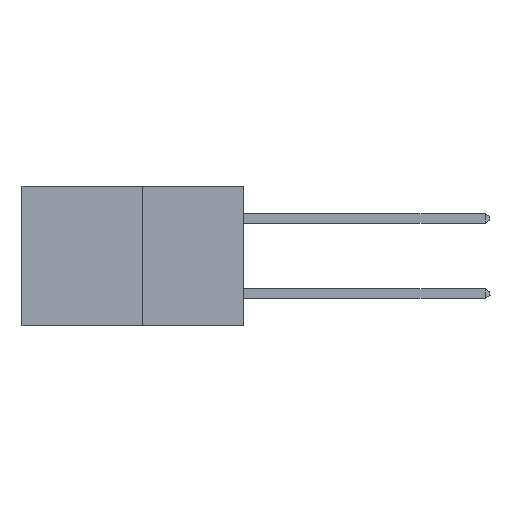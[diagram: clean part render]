
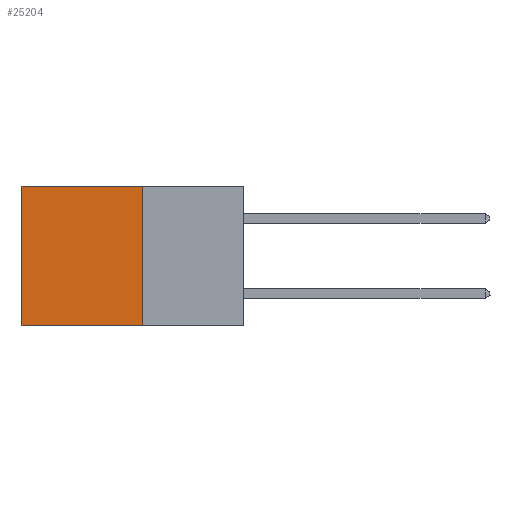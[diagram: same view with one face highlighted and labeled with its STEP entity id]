
A CAD part, left-side view. The second image highlights one B-rep face of the part: STEP entity #25204.
In plain terms, the highlighted planar face has unit normal (-1, 0, 0).
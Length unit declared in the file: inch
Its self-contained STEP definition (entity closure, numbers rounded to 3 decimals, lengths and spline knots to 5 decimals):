
#183 = VERTEX_POINT ( 'NONE', #4628 ) ;
#1257 = CARTESIAN_POINT ( 'NONE',  ( 0.277, 0.59, 0. ) ) ;
#2235 = LINE ( 'NONE', #7260, #14572 ) ;
#3492 = EDGE_LOOP ( 'NONE', ( #27900, #7464, #18892, #11410 ) ) ;
#4582 = EDGE_CURVE ( 'NONE', #22286, #13069, #2235, .T. ) ;
#4628 = CARTESIAN_POINT ( 'NONE',  ( 0.277, 0.27, 0. ) ) ;
#5509 = DIRECTION ( 'NONE',  ( 0., 1., 0. ) ) ;
#7260 = CARTESIAN_POINT ( 'NONE',  ( 0.277, 0.27, -0.37 ) ) ;
#7464 = ORIENTED_EDGE ( 'NONE', *, *, #4582, .F. ) ;
#8553 = DIRECTION ( 'NONE',  ( 1., 0., 0. ) ) ;
#9041 = CARTESIAN_POINT ( 'NONE',  ( 0.277, 0.27, 0. ) ) ;
#9575 = VERTEX_POINT ( 'NONE', #1257 ) ;
#10699 = CARTESIAN_POINT ( 'NONE',  ( 0.277, 0.59, -0.37 ) ) ;
#10797 = DIRECTION ( 'NONE',  ( 0., 0., -1. ) ) ;
#11410 = ORIENTED_EDGE ( 'NONE', *, *, #21840, .T. ) ;
#13013 = EDGE_CURVE ( 'NONE', #9575, #13069, #30631, .T. ) ;
#13069 = VERTEX_POINT ( 'NONE', #13273 ) ;
#13273 = CARTESIAN_POINT ( 'NONE',  ( 0.277, 0.59, -0.37 ) ) ;
#14572 = VECTOR ( 'NONE', #5509, 39.37008 ) ;
#15717 = CARTESIAN_POINT ( 'NONE',  ( 0.277, 0.27, -0.37 ) ) ;
#15816 = CARTESIAN_POINT ( 'NONE',  ( 0.277, 0.27, -0.37 ) ) ;
#17911 = LINE ( 'NONE', #9041, #23608 ) ;
#18892 = ORIENTED_EDGE ( 'NONE', *, *, #29784, .F. ) ;
#21840 = EDGE_CURVE ( 'NONE', #183, #9575, #17911, .T. ) ;
#22286 = VERTEX_POINT ( 'NONE', #22870 ) ;
#22870 = CARTESIAN_POINT ( 'NONE',  ( 0.277, 0.27, -0.37 ) ) ;
#23578 = FACE_OUTER_BOUND ( 'NONE', #3492, .T. ) ;
#23608 = VECTOR ( 'NONE', #23749, 39.37008 ) ;
#23749 = DIRECTION ( 'NONE',  ( 0., 1., 0. ) ) ;
#24168 = VECTOR ( 'NONE', #27756, 39.37008 ) ;
#25204 = ADVANCED_FACE ( 'NONE', ( #23578 ), #27951, .F. ) ;
#25604 = DIRECTION ( 'NONE',  ( 0., 0., -1. ) ) ;
#25997 = LINE ( 'NONE', #15717, #28674 ) ;
#27756 = DIRECTION ( 'NONE',  ( 0., 0., -1. ) ) ;
#27900 = ORIENTED_EDGE ( 'NONE', *, *, #13013, .T. ) ;
#27951 = PLANE ( 'NONE',  #31414 ) ;
#28674 = VECTOR ( 'NONE', #10797, 39.37008 ) ;
#29784 = EDGE_CURVE ( 'NONE', #183, #22286, #25997, .T. ) ;
#30631 = LINE ( 'NONE', #10699, #24168 ) ;
#31414 = AXIS2_PLACEMENT_3D ( 'NONE', #15816, #8553, #25604 ) ;
